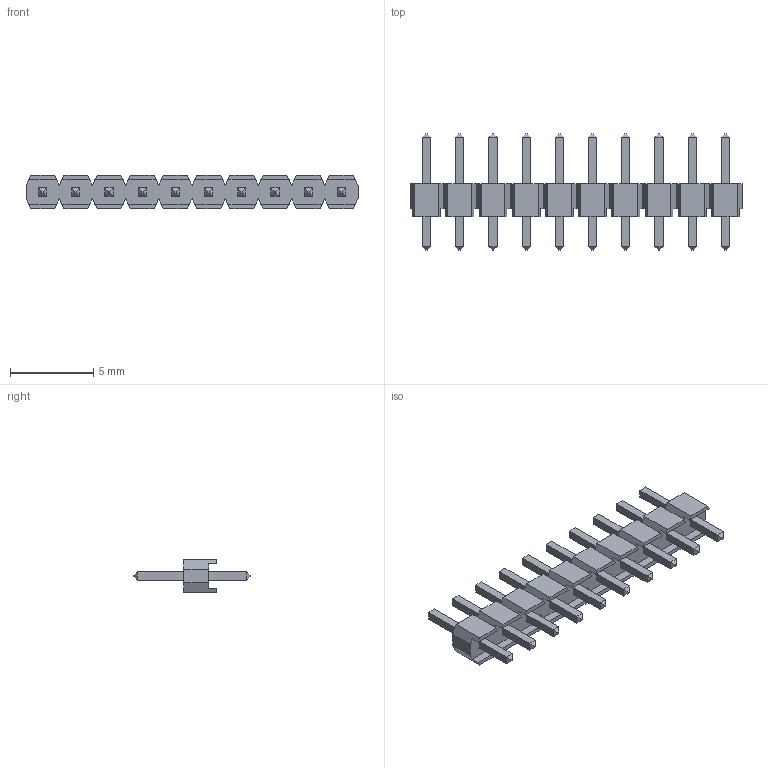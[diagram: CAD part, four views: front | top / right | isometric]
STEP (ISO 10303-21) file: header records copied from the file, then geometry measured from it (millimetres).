
FILE_DESCRIPTION(/* description */ ('STEP AP203'),/* implementation_level */ '2;1');
FILE_NAME(/* name */ 'BF020-10-A-B-0300-0200-N-G',/* time_stamp */ '2025-01-10T08:20:04+01:00',/* author */ ('License CC BY-ND 4.0'),/* organization */ ('CADENAS'),/* preprocessor_version */ 'ST-DEVELOPER v19.3',/* originating_system */ 'PARTsolutions',/* authorisation */ ' ');
FILE_SCHEMA (('CONFIG_CONTROL_DESIGN'));
Length unit declared in the file: millimetre
Products named in the file (3): BF020-10-A-B-0300-0200-N-G; BF020-10-A-B-0300-0200-N-G_H; BF020-10-A-B-0300-0200-N-G_P
Assembly tree (11 placements, depth 2):
  BF020-10-A-B-0300-0200-N-G
    BF020-10-A-B-0300-0200-N-G_H
    BF020-10-A-B-0300-0200-N-G_P  x10
Bounding box: 20 x 7 x 2 mm (x, y, z)
Volume: 72.1 mm3; surface area: 359.3 mm2
Topology: 11 solids, 11 shells, 284 faces, 706 edges, 444 vertices
Faces by surface type: plane 284
Entity records: 5242 total; most frequent: CARTESIAN_POINT 924, ORIENTED_EDGE 908, DIRECTION 794, EDGE_CURVE 454, LINE 454, VECTOR 454, VERTEX_POINT 300, EDGE_LOOP 178
